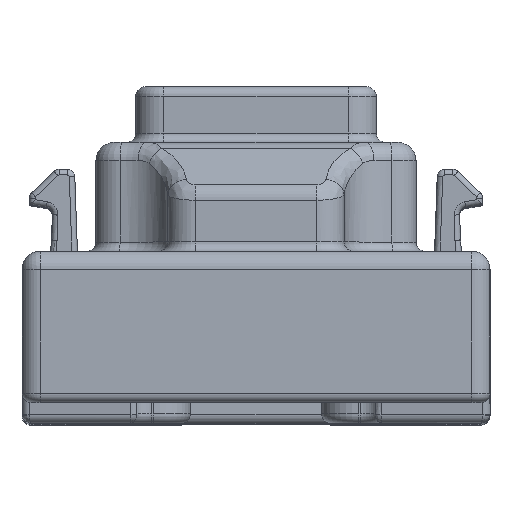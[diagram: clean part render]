
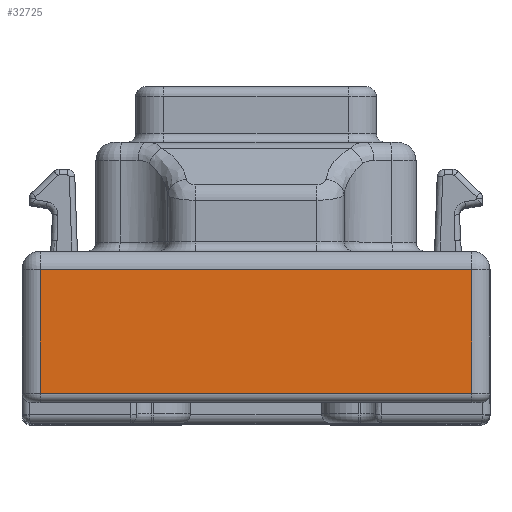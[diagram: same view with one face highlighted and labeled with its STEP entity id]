
A CAD part, top view. The second image highlights one B-rep face of the part: STEP entity #32725.
In plain terms, the highlighted planar face has unit normal (0, 0, 1).
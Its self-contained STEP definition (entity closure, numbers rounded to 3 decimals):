
#6227 = DIRECTION ( 'NONE',  ( -1., 0., 0. ) ) ;
#7268 = EDGE_LOOP ( 'NONE', ( #43054, #24284, #17517, #37753 ) ) ;
#7515 = DIRECTION ( 'NONE',  ( 0., 0., 1. ) ) ;
#7914 = VECTOR ( 'NONE', #34465, 1000. ) ;
#8162 = VERTEX_POINT ( 'NONE', #38098 ) ;
#8904 = CARTESIAN_POINT ( 'NONE',  ( 0., -1.7, 9.8 ) ) ;
#10257 = VECTOR ( 'NONE', #31355, 1000. ) ;
#10259 = VERTEX_POINT ( 'NONE', #23915 ) ;
#10995 = AXIS2_PLACEMENT_3D ( 'NONE', #30564, #7515, #24127 ) ;
#11199 = EDGE_CURVE ( 'NONE', #20442, #39494, #34229, .T. ) ;
#12213 = LINE ( 'NONE', #8904, #37820 ) ;
#12777 = EDGE_CURVE ( 'NONE', #10259, #20442, #12213, .T. ) ;
#13696 = LINE ( 'NONE', #30773, #39379 ) ;
#17517 = ORIENTED_EDGE ( 'NONE', *, *, #23559, .T. ) ;
#19835 = CARTESIAN_POINT ( 'NONE',  ( -5.827, -5.05, 9.8 ) ) ;
#20442 = VERTEX_POINT ( 'NONE', #36964 ) ;
#21368 = CARTESIAN_POINT ( 'NONE',  ( -5.827, -5.8, 9.8 ) ) ;
#23559 = EDGE_CURVE ( 'NONE', #8162, #10259, #31809, .T. ) ;
#23915 = CARTESIAN_POINT ( 'NONE',  ( 5.827, -1.7, 9.8 ) ) ;
#24123 = DIRECTION ( 'NONE',  ( 1., 0., 0. ) ) ;
#24127 = DIRECTION ( 'NONE',  ( 1., 0., 0. ) ) ;
#24284 = ORIENTED_EDGE ( 'NONE', *, *, #31712, .T. ) ;
#30346 = PLANE ( 'NONE',  #10995 ) ;
#30564 = CARTESIAN_POINT ( 'NONE',  ( 0., -28.629, 9.8 ) ) ;
#30773 = CARTESIAN_POINT ( 'NONE',  ( 5.827, -5.05, 9.8 ) ) ;
#31355 = DIRECTION ( 'NONE',  ( 0., -1., 0. ) ) ;
#31712 = EDGE_CURVE ( 'NONE', #39494, #8162, #13696, .T. ) ;
#31809 = LINE ( 'NONE', #32023, #7914 ) ;
#32023 = CARTESIAN_POINT ( 'NONE',  ( 5.827, -28.629, 9.8 ) ) ;
#32725 = ADVANCED_FACE ( 'NONE', ( #34100 ), #30346, .T. ) ;
#34100 = FACE_OUTER_BOUND ( 'NONE', #7268, .T. ) ;
#34229 = LINE ( 'NONE', #21368, #10257 ) ;
#34465 = DIRECTION ( 'NONE',  ( 0., 1., 0. ) ) ;
#36964 = CARTESIAN_POINT ( 'NONE',  ( -5.827, -1.7, 9.8 ) ) ;
#37753 = ORIENTED_EDGE ( 'NONE', *, *, #12777, .T. ) ;
#37820 = VECTOR ( 'NONE', #6227, 1000. ) ;
#38098 = CARTESIAN_POINT ( 'NONE',  ( 5.827, -5.05, 9.8 ) ) ;
#39379 = VECTOR ( 'NONE', #24123, 1000. ) ;
#39494 = VERTEX_POINT ( 'NONE', #19835 ) ;
#43054 = ORIENTED_EDGE ( 'NONE', *, *, #11199, .T. ) ;
